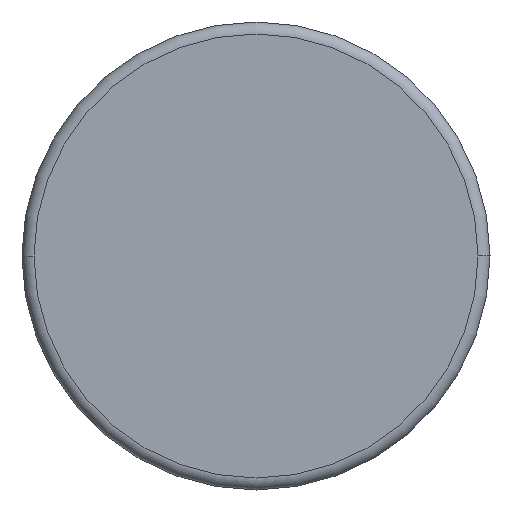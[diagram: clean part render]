
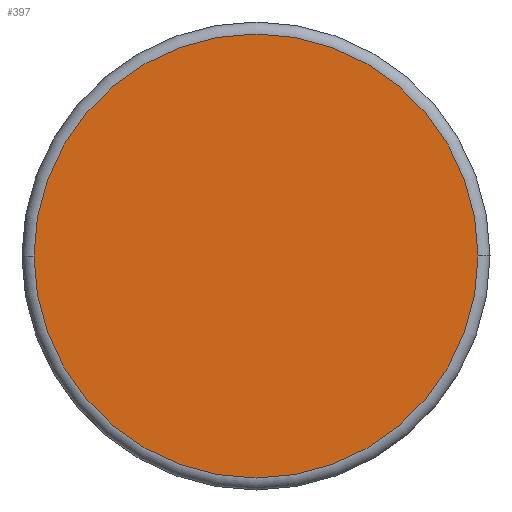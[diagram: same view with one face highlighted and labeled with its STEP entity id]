
A CAD part, front view. The second image highlights one B-rep face of the part: STEP entity #397.
In plain terms, the highlighted planar face has unit normal (0, -1, 0).
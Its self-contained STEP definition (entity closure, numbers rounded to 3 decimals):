
#397=ADVANCED_FACE('',(#1029),#1030,.T.);
#1029=FACE_OUTER_BOUND('',#4045,.T.);
#1030=PLANE('',#4046);
#4045=EDGE_LOOP('',(#6128,#6129));
#4046=AXIS2_PLACEMENT_3D('',#6130,#6131,#6132);
#6128=ORIENTED_EDGE('',*,*,#7708,.F.);
#6129=ORIENTED_EDGE('',*,*,#7705,.F.);
#6130=CARTESIAN_POINT('',(0.,-3.0,18.5));
#6131=DIRECTION('',(0.0,-1.0,-0.0));
#6132=DIRECTION('',(-1.0,0.0,0.));
#7705=EDGE_CURVE('',#8561,#8563,#8564,.T.);
#7708=EDGE_CURVE('',#8563,#8561,#8568,.T.);
#8561=VERTEX_POINT('',#12890);
#8563=VERTEX_POINT('',#12892);
#8564=CIRCLE('',#12893,18.5);
#8568=CIRCLE('',#12897,18.5);
#12890=CARTESIAN_POINT('',(18.5,-3.0,0.));
#12892=CARTESIAN_POINT('',(-18.5,-3.0,0.));
#12893=AXIS2_PLACEMENT_3D('',#13534,#13535,#13536);
#12897=AXIS2_PLACEMENT_3D('',#13543,#13544,#13545);
#13534=CARTESIAN_POINT('',(0.0,-3.0,0.0));
#13535=DIRECTION('',(0.0,1.0,0.0));
#13536=DIRECTION('',(0.,0.0,-1.0));
#13543=CARTESIAN_POINT('',(0.0,-3.0,0.0));
#13544=DIRECTION('',(0.0,1.0,0.0));
#13545=DIRECTION('',(0.,0.0,-1.0));
